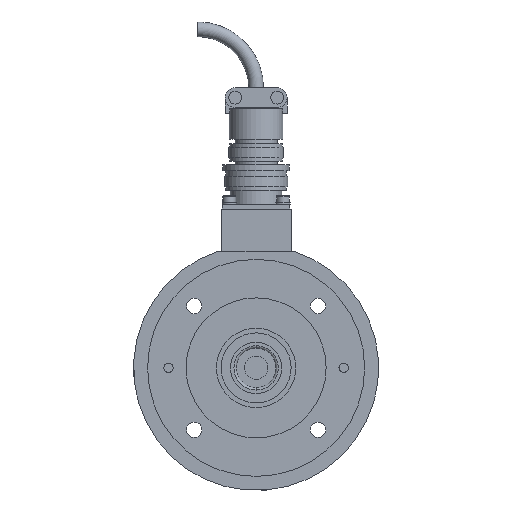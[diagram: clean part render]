
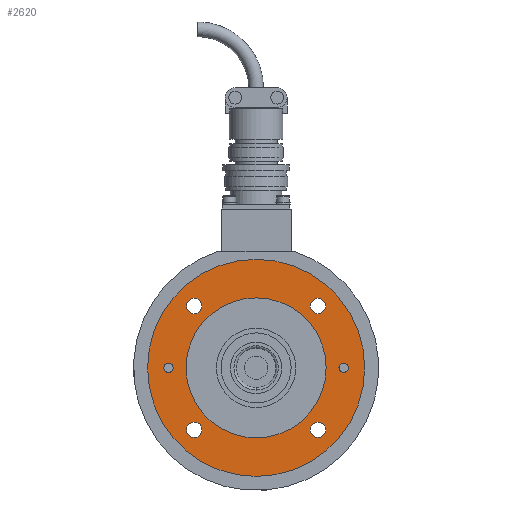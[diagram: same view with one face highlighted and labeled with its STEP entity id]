
A CAD part, left-side view. The second image highlights one B-rep face of the part: STEP entity #2620.
In plain terms, the highlighted face is planar.
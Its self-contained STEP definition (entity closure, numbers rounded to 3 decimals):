
#2036=CARTESIAN_POINT('',(1.425,30.,0.0));
#2037=VERTEX_POINT('',#2036);
#2053=CARTESIAN_POINT('',(1.425,-30.,0.));
#2054=VERTEX_POINT('',#2053);
#2061=CARTESIAN_POINT('',(1.425,0.,0.0));
#2062=DIRECTION('',(1.0,0.0,0.0));
#2063=DIRECTION('',(0.0,1.0,0.0));
#2064=AXIS2_PLACEMENT_3D('',#2061,#2062,#2063);
#2065=CIRCLE('',#2064,30.);
#2066=EDGE_CURVE('',#2054,#2037,#2065,.T.);
#2076=CARTESIAN_POINT('',(1.425,46.5,0.0));
#2077=VERTEX_POINT('',#2076);
#2086=CARTESIAN_POINT('',(1.425,-46.5,0.));
#2087=VERTEX_POINT('',#2086);
#2088=CARTESIAN_POINT('',(1.425,0.,0.0));
#2089=DIRECTION('',(1.0,0.0,0.0));
#2090=DIRECTION('',(0.0,1.0,0.0));
#2091=AXIS2_PLACEMENT_3D('',#2088,#2089,#2090);
#2092=CIRCLE('',#2091,46.5);
#2093=EDGE_CURVE('',#2087,#2077,#2092,.T.);
#2118=CARTESIAN_POINT('',(1.425,26.517,23.217));
#2119=VERTEX_POINT('',#2118);
#2128=CARTESIAN_POINT('',(1.425,26.517,29.817));
#2129=VERTEX_POINT('',#2128);
#2130=CARTESIAN_POINT('',(1.425,26.517,26.517));
#2131=DIRECTION('',(-1.0,0.0,0.0));
#2132=DIRECTION('',(0.0,0.0,-1.0));
#2133=AXIS2_PLACEMENT_3D('',#2130,#2131,#2132);
#2134=CIRCLE('',#2133,3.3);
#2135=EDGE_CURVE('',#2129,#2119,#2134,.T.);
#2160=CARTESIAN_POINT('',(1.425,-23.217,26.517));
#2161=VERTEX_POINT('',#2160);
#2170=CARTESIAN_POINT('',(1.425,-29.817,26.517));
#2171=VERTEX_POINT('',#2170);
#2172=CARTESIAN_POINT('',(1.425,-26.517,26.517));
#2173=DIRECTION('',(-1.0,0.0,0.0));
#2174=DIRECTION('',(0.0,1.0,0.0));
#2175=AXIS2_PLACEMENT_3D('',#2172,#2173,#2174);
#2176=CIRCLE('',#2175,3.3);
#2177=EDGE_CURVE('',#2171,#2161,#2176,.T.);
#2202=CARTESIAN_POINT('',(1.425,-26.517,-23.217));
#2203=VERTEX_POINT('',#2202);
#2212=CARTESIAN_POINT('',(1.425,-26.517,-29.817));
#2213=VERTEX_POINT('',#2212);
#2214=CARTESIAN_POINT('',(1.425,-26.517,-26.517));
#2215=DIRECTION('',(-1.0,0.0,0.0));
#2216=DIRECTION('',(0.0,0.0,1.0));
#2217=AXIS2_PLACEMENT_3D('',#2214,#2215,#2216);
#2218=CIRCLE('',#2217,3.3);
#2219=EDGE_CURVE('',#2213,#2203,#2218,.T.);
#2244=CARTESIAN_POINT('',(1.425,23.217,-26.517));
#2245=VERTEX_POINT('',#2244);
#2254=CARTESIAN_POINT('',(1.425,29.817,-26.517));
#2255=VERTEX_POINT('',#2254);
#2256=CARTESIAN_POINT('',(1.425,26.517,-26.517));
#2257=DIRECTION('',(-1.0,0.0,0.0));
#2258=DIRECTION('',(0.0,-1.0,0.0));
#2259=AXIS2_PLACEMENT_3D('',#2256,#2257,#2258);
#2260=CIRCLE('',#2259,3.3);
#2261=EDGE_CURVE('',#2255,#2245,#2260,.T.);
#2286=CARTESIAN_POINT('',(1.425,37.5,-2.));
#2287=VERTEX_POINT('',#2286);
#2296=CARTESIAN_POINT('',(1.425,37.5,2.));
#2297=VERTEX_POINT('',#2296);
#2298=CARTESIAN_POINT('',(1.425,37.5,0.));
#2299=DIRECTION('',(-1.0,0.0,0.0));
#2300=DIRECTION('',(0.0,0.0,-1.0));
#2301=AXIS2_PLACEMENT_3D('',#2298,#2299,#2300);
#2302=CIRCLE('',#2301,2.0);
#2303=EDGE_CURVE('',#2297,#2287,#2302,.T.);
#2328=CARTESIAN_POINT('',(1.425,-37.5,2.));
#2329=VERTEX_POINT('',#2328);
#2338=CARTESIAN_POINT('',(1.425,-37.5,-2.));
#2339=VERTEX_POINT('',#2338);
#2340=CARTESIAN_POINT('',(1.425,-37.5,0.));
#2341=DIRECTION('',(-1.0,0.0,0.0));
#2342=DIRECTION('',(0.0,0.0,1.0));
#2343=AXIS2_PLACEMENT_3D('',#2340,#2341,#2342);
#2344=CIRCLE('',#2343,2.0);
#2345=EDGE_CURVE('',#2339,#2329,#2344,.T.);
#2379=CARTESIAN_POINT('',(1.425,-37.5,0.));
#2380=DIRECTION('',(-1.0,0.0,0.0));
#2381=DIRECTION('',(0.0,0.0,1.0));
#2382=AXIS2_PLACEMENT_3D('',#2379,#2380,#2381);
#2383=CIRCLE('',#2382,2.0);
#2384=EDGE_CURVE('',#2329,#2339,#2383,.T.);
#2403=CARTESIAN_POINT('',(1.425,37.5,0.));
#2404=DIRECTION('',(-1.0,0.0,0.0));
#2405=DIRECTION('',(0.0,0.0,-1.0));
#2406=AXIS2_PLACEMENT_3D('',#2403,#2404,#2405);
#2407=CIRCLE('',#2406,2.0);
#2408=EDGE_CURVE('',#2287,#2297,#2407,.T.);
#2427=CARTESIAN_POINT('',(1.425,26.517,-26.517));
#2428=DIRECTION('',(-1.0,0.0,0.0));
#2429=DIRECTION('',(0.0,-1.0,0.0));
#2430=AXIS2_PLACEMENT_3D('',#2427,#2428,#2429);
#2431=CIRCLE('',#2430,3.3);
#2432=EDGE_CURVE('',#2245,#2255,#2431,.T.);
#2451=CARTESIAN_POINT('',(1.425,-26.517,-26.517));
#2452=DIRECTION('',(-1.0,0.0,0.0));
#2453=DIRECTION('',(0.0,0.0,1.0));
#2454=AXIS2_PLACEMENT_3D('',#2451,#2452,#2453);
#2455=CIRCLE('',#2454,3.3);
#2456=EDGE_CURVE('',#2203,#2213,#2455,.T.);
#2475=CARTESIAN_POINT('',(1.425,-26.517,26.517));
#2476=DIRECTION('',(-1.0,0.0,0.0));
#2477=DIRECTION('',(0.0,1.0,0.0));
#2478=AXIS2_PLACEMENT_3D('',#2475,#2476,#2477);
#2479=CIRCLE('',#2478,3.3);
#2480=EDGE_CURVE('',#2161,#2171,#2479,.T.);
#2499=CARTESIAN_POINT('',(1.425,26.517,26.517));
#2500=DIRECTION('',(-1.0,0.0,0.0));
#2501=DIRECTION('',(0.0,0.0,-1.0));
#2502=AXIS2_PLACEMENT_3D('',#2499,#2500,#2501);
#2503=CIRCLE('',#2502,3.3);
#2504=EDGE_CURVE('',#2119,#2129,#2503,.T.);
#2567=CARTESIAN_POINT('',(1.425,0.,0.0));
#2568=DIRECTION('',(1.0,0.0,0.0));
#2569=DIRECTION('',(0.0,1.0,0.0));
#2570=AXIS2_PLACEMENT_3D('',#2567,#2568,#2569);
#2571=CIRCLE('',#2570,46.5);
#2572=EDGE_CURVE('',#2077,#2087,#2571,.T.);
#2577=CARTESIAN_POINT('',(1.425,38.25,0.0));
#2578=DIRECTION('',(1.0,0.0,0.0));
#2579=DIRECTION('',(0.0,0.0,-1.0));
#2580=AXIS2_PLACEMENT_3D('',#2577,#2578,#2579);
#2581=PLANE('',#2580);
#2582=ORIENTED_EDGE('',*,*,#2572,.T.);
#2583=ORIENTED_EDGE('',*,*,#2093,.T.);
#2584=EDGE_LOOP('',(#2582,#2583));
#2585=FACE_OUTER_BOUND('',#2584,.T.);
#2586=ORIENTED_EDGE('',*,*,#2384,.T.);
#2587=ORIENTED_EDGE('',*,*,#2345,.T.);
#2588=EDGE_LOOP('',(#2586,#2587));
#2589=FACE_BOUND('',#2588,.T.);
#2590=ORIENTED_EDGE('',*,*,#2408,.T.);
#2591=ORIENTED_EDGE('',*,*,#2303,.T.);
#2592=EDGE_LOOP('',(#2590,#2591));
#2593=FACE_BOUND('',#2592,.T.);
#2594=ORIENTED_EDGE('',*,*,#2432,.T.);
#2595=ORIENTED_EDGE('',*,*,#2261,.T.);
#2596=EDGE_LOOP('',(#2594,#2595));
#2597=FACE_BOUND('',#2596,.T.);
#2598=ORIENTED_EDGE('',*,*,#2456,.T.);
#2599=ORIENTED_EDGE('',*,*,#2219,.T.);
#2600=EDGE_LOOP('',(#2598,#2599));
#2601=FACE_BOUND('',#2600,.T.);
#2602=ORIENTED_EDGE('',*,*,#2480,.T.);
#2603=ORIENTED_EDGE('',*,*,#2177,.T.);
#2604=EDGE_LOOP('',(#2602,#2603));
#2605=FACE_BOUND('',#2604,.T.);
#2606=ORIENTED_EDGE('',*,*,#2504,.T.);
#2607=ORIENTED_EDGE('',*,*,#2135,.T.);
#2608=EDGE_LOOP('',(#2606,#2607));
#2609=FACE_BOUND('',#2608,.T.);
#2610=CARTESIAN_POINT('',(1.425,0.,0.0));
#2611=DIRECTION('',(1.0,0.0,0.0));
#2612=DIRECTION('',(0.0,1.0,0.0));
#2613=AXIS2_PLACEMENT_3D('',#2610,#2611,#2612);
#2614=CIRCLE('',#2613,30.);
#2615=EDGE_CURVE('',#2037,#2054,#2614,.T.);
#2616=ORIENTED_EDGE('',*,*,#2615,.F.);
#2617=ORIENTED_EDGE('',*,*,#2066,.F.);
#2618=EDGE_LOOP('',(#2616,#2617));
#2619=FACE_BOUND('',#2618,.T.);
#2620=ADVANCED_FACE('',(#2585,#2589,#2593,#2597,#2601,#2605,#2609,#2619),#2581,.T.);
